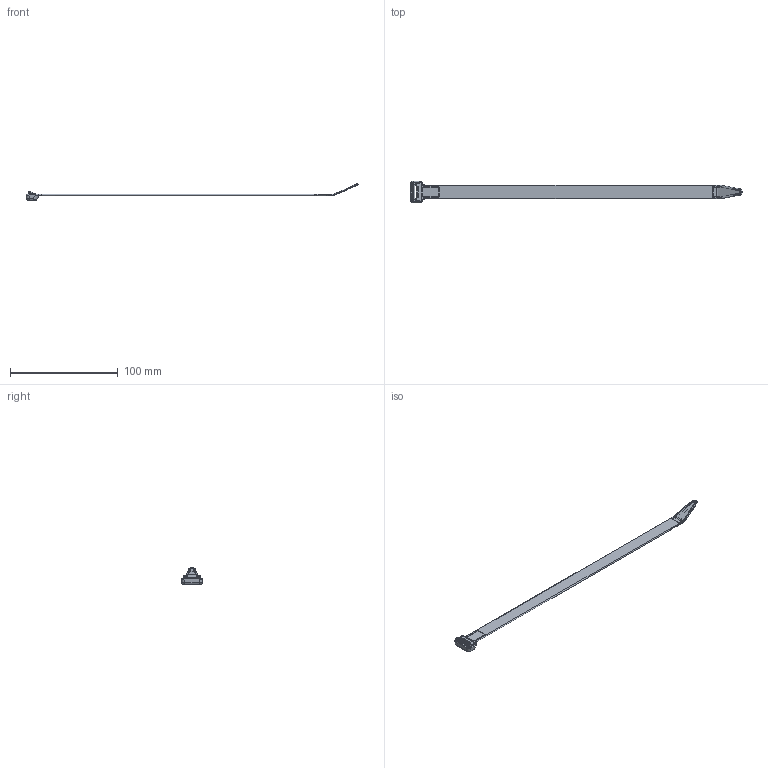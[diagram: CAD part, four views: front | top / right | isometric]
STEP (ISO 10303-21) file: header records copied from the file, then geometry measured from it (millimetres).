
FILE_DESCRIPTION(/* description */ (''),/* implementation_level */ '2;1');
FILE_NAME(/* name */ 'PLWS3EH.stp',/* time_stamp */ '2022-03-18T16:17:08-05:00',/* author */ (''),/* organization */ (''),/* preprocessor_version */ 'ST-DEVELOPER v16.7',/* originating_system */ 'SIEMENS PLM Software NX 1926',/* authorisation */ '');
FILE_SCHEMA (('AP203_CONFIGURATION_CONTROLLED_3D_DESIGN_OF_MECHANICAL_PARTS_AND_ASSEMBLIES_MIM_LF { 1 0 10303 403 2 1 2}'));
Length unit declared in the file: inch
Products named in the file (1): BWG66A04C3Dyhpq
Bounding box: 308.02 x 19.81 x 15.21 mm (x, y, z)
Volume: 5939.4 mm3; surface area: 8777.7 mm2
Topology: 1 solids, 1 shells, 506 faces, 1264 edges, 779 vertices
Faces by surface type: plane 224, cylinder 163, bspline 98, torus 14, sphere 6, extrusion 1
Entity records: 16889 total; most frequent: CARTESIAN_POINT 5121, ORIENTED_EDGE 2518, DIRECTION 2349, EDGE_CURVE 1259, AXIS2_PLACEMENT_3D 812, VERTEX_POINT 779, VECTOR 725, LINE 724
